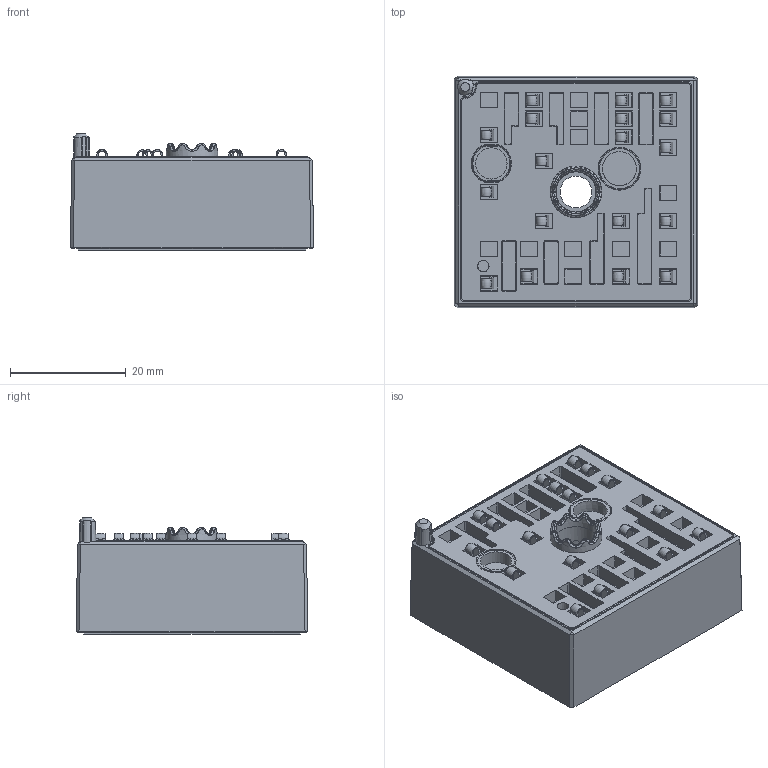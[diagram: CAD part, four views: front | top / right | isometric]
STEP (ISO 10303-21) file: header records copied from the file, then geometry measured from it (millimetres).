
FILE_DESCRIPTION(/* description */ ('Unknown'),/* implementation_level */ '2;1');
FILE_NAME(/* name */ 'MiniSkiiP1-K530(180)-01-OL',/* time_stamp */ '2019-04-29T10:23:27+02:00',/* author */ ('Unknown'),/* organization */ ('Unknown'),/* preprocessor_version */ 'ST-DEVELOPER v16.7',/* originating_system */ 'DEX',/* authorisation */ $);
FILE_SCHEMA (('AUTOMOTIVE_DESIGN {1 0 10303 214 3 1 1}'));
Length unit declared in the file: millimetre
Products named in the file (1): MiniSkiiP1-K530-01-OL
Bounding box: 42 x 40 x 20.04 mm (x, y, z)
Volume: 24827.9 mm3; surface area: 8450.6 mm2
Topology: 1 solids, 4 shells, 1222 faces, 3261 edges, 1987 vertices
Faces by surface type: plane 706, bspline 308, cylinder 140, torus 42, cone 26
Full cylindrical faces by diameter (mm): 0.477 x2, 2.6 x2, 5.4 x1, 5.5 x1, 6.2 x1, 7 x1, 7.5 x1, 8 x1
Entity records: 49094 total; most frequent: CARTESIAN_POINT 13333, ORIENTED_EDGE 6172, DIRECTION 4641, EDGE_CURVE 3086, VERTEX_POINT 1974, LINE 1941, VECTOR 1941, AXIS2_PLACEMENT_3D 1350
